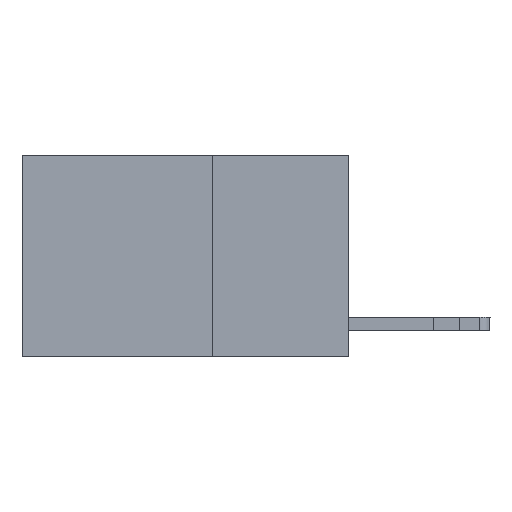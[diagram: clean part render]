
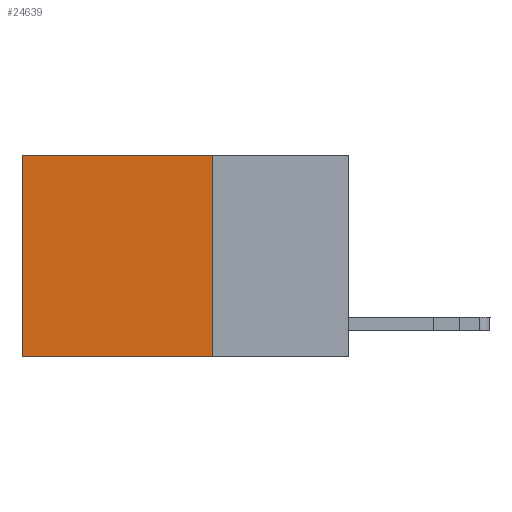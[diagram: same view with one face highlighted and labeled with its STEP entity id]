
A CAD part, left-side view. The second image highlights one B-rep face of the part: STEP entity #24639.
In plain terms, the highlighted planar face has unit normal (-1, 0, 0).
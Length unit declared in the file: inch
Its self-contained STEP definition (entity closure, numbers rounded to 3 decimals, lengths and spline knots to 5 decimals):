
#20 = ORIENTED_EDGE ( 'NONE', *, *, #24619, .T. ) ;
#230 = VERTEX_POINT ( 'NONE', #25430 ) ;
#1313 = EDGE_CURVE ( 'NONE', #22324, #230, #25246, .T. ) ;
#1805 = DIRECTION ( 'NONE',  ( 0., 0., -1. ) ) ;
#2138 = EDGE_LOOP ( 'NONE', ( #7169, #12010, #20833, #20 ) ) ;
#2358 = FACE_OUTER_BOUND ( 'NONE', #2138, .T. ) ;
#3839 = VERTEX_POINT ( 'NONE', #19349 ) ;
#4345 = LINE ( 'NONE', #18484, #7658 ) ;
#6599 = DIRECTION ( 'NONE',  ( 0., 1., 0. ) ) ;
#7169 = ORIENTED_EDGE ( 'NONE', *, *, #15327, .T. ) ;
#7653 = VECTOR ( 'NONE', #16599, 39.37008 ) ;
#7658 = VECTOR ( 'NONE', #8696, 39.37008 ) ;
#7805 = VERTEX_POINT ( 'NONE', #24877 ) ;
#8696 = DIRECTION ( 'NONE',  ( 0., 0., -1. ) ) ;
#10242 = DIRECTION ( 'NONE',  ( 1., 0., 0. ) ) ;
#10297 = CARTESIAN_POINT ( 'NONE',  ( 0.2625, 0.25, -0.37 ) ) ;
#10362 = CARTESIAN_POINT ( 'NONE',  ( 0.2625, 0.25, 0. ) ) ;
#12010 = ORIENTED_EDGE ( 'NONE', *, *, #20557, .F. ) ;
#12042 = AXIS2_PLACEMENT_3D ( 'NONE', #10362, #10242, #18078 ) ;
#12377 = VECTOR ( 'NONE', #1805, 39.37008 ) ;
#13836 = CARTESIAN_POINT ( 'NONE',  ( 0.2625, 0.25, 0. ) ) ;
#14392 = CARTESIAN_POINT ( 'NONE',  ( 0.2625, 0.25, 0. ) ) ;
#14936 = VECTOR ( 'NONE', #6599, 39.37008 ) ;
#15327 = EDGE_CURVE ( 'NONE', #3839, #7805, #4345, .T. ) ;
#15539 = CARTESIAN_POINT ( 'NONE',  ( 0.2625, 0.25, 0. ) ) ;
#16599 = DIRECTION ( 'NONE',  ( 0., 1., 0. ) ) ;
#17964 = PLANE ( 'NONE',  #12042 ) ;
#18078 = DIRECTION ( 'NONE',  ( 0., 0., -1. ) ) ;
#18484 = CARTESIAN_POINT ( 'NONE',  ( 0.2625, 0.6, 0. ) ) ;
#19349 = CARTESIAN_POINT ( 'NONE',  ( 0.2625, 0.6, 0. ) ) ;
#20185 = LINE ( 'NONE', #10297, #7653 ) ;
#20557 = EDGE_CURVE ( 'NONE', #230, #7805, #20185, .T. ) ;
#20833 = ORIENTED_EDGE ( 'NONE', *, *, #1313, .F. ) ;
#21938 = LINE ( 'NONE', #14392, #14936 ) ;
#22324 = VERTEX_POINT ( 'NONE', #13836 ) ;
#24619 = EDGE_CURVE ( 'NONE', #22324, #3839, #21938, .T. ) ;
#24639 = ADVANCED_FACE ( 'NONE', ( #2358 ), #17964, .F. ) ;
#24877 = CARTESIAN_POINT ( 'NONE',  ( 0.2625, 0.6, -0.37 ) ) ;
#25246 = LINE ( 'NONE', #15539, #12377 ) ;
#25430 = CARTESIAN_POINT ( 'NONE',  ( 0.2625, 0.25, -0.37 ) ) ;
